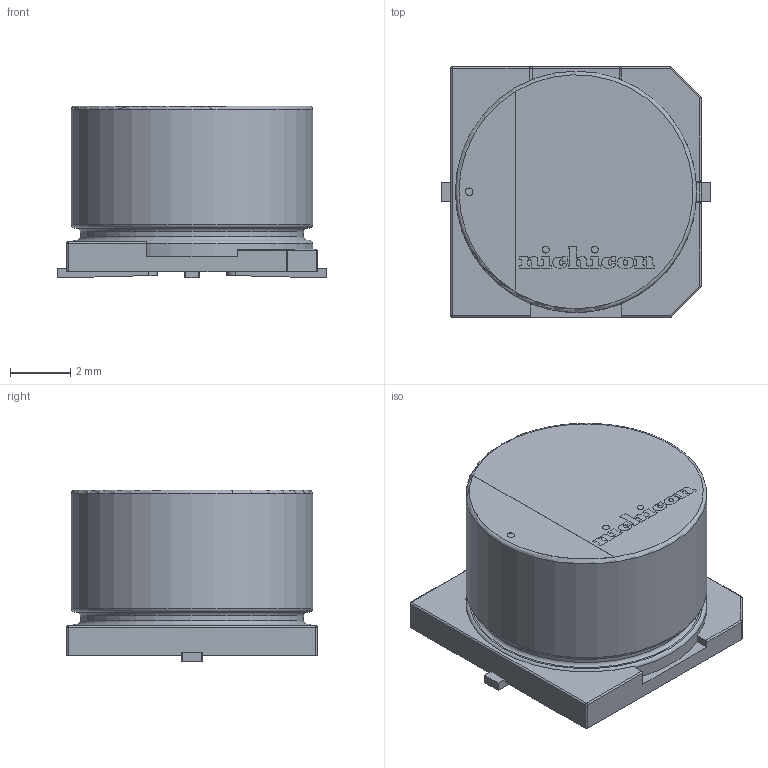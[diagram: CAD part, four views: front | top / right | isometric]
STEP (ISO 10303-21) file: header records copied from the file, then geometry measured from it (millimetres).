
FILE_DESCRIPTION(/* description */ (''),/* implementation_level */ '2;1');
FILE_NAME(/* name */ 'Aluminium Electrolithic Cap. (8.3x8.3x_8D_5.3H).stp',/* time_stamp */ '2020-06-30T01:01:19-04:00',/* author */ ('Julio Mora'),/* organization */ (''),/* preprocessor_version */ 'ST-DEVELOPER v18.1',/* originating_system */ 'Autodesk Inventor 2021',/* authorisation */ '');
FILE_SCHEMA (('AUTOMOTIVE_DESIGN { 1 0 10303 214 3 1 1 }'));
Length unit declared in the file: inch
Products named in the file (5): Aluminium Electrolithic Cap. (8.3x8.3x_8D_8H); Base; Cilinder; Mark; Nichicon Logo
Assembly tree (4 placements, depth 2):
  Aluminium Electrolithic Cap. (8.3x8.3x_8D_8H)
    Base
    Cilinder
    Mark
    Nichicon Logo
Bounding box: 8.9 x 8.3 x 5.7 mm (x, y, z)
Volume: 289 mm3; surface area: 442 mm2
Topology: 13 solids, 13 shells, 371 faces, 991 edges, 652 vertices
Faces by surface type: plane 164, bspline 146, cylinder 45, torus 9, sphere 7
Full cylindrical faces by diameter (mm): 0.25 x1, 0.5 x4, 7.4 x1, 8 x3
Entity records: 12686 total; most frequent: CARTESIAN_POINT 3655, ORIENTED_EDGE 1982, DIRECTION 1444, EDGE_CURVE 991, VERTEX_POINT 652, LINE 570, VECTOR 570, AXIS2_PLACEMENT_3D 437
